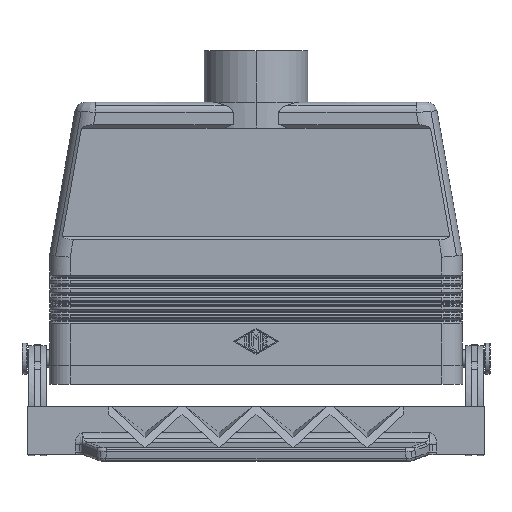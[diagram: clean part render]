
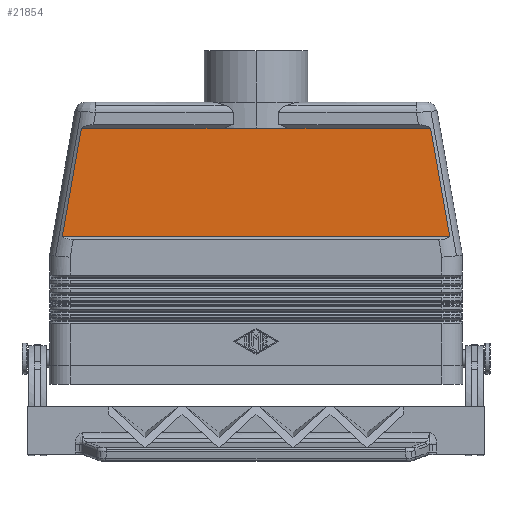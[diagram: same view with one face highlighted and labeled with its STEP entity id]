
A CAD part, front view. The second image highlights one B-rep face of the part: STEP entity #21854.
In plain terms, the highlighted planar face has unit normal (0, -1, 0).
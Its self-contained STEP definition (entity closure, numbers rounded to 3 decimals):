
#1890=CARTESIAN_POINT('',(-56.305,-20.5,43.));
#1891=VERTEX_POINT('',#1890);
#1899=CARTESIAN_POINT('',(-50.751,-20.5,74.5));
#1900=VERTEX_POINT('',#1899);
#1901=CARTESIAN_POINT('',(-56.305,-20.5,43.));
#1902=DIRECTION('',(0.174,0.,0.985));
#1903=VECTOR('',#1902,31.986);
#1904=LINE('',#1901,#1903);
#1905=EDGE_CURVE('',#1891,#1900,#1904,.T.);
#5288=CARTESIAN_POINT('',(9.274,-20.5,74.5));
#5289=VERTEX_POINT('',#5288);
#5438=CARTESIAN_POINT('',(50.751,-20.5,74.5));
#5439=VERTEX_POINT('',#5438);
#5447=CARTESIAN_POINT('',(56.305,-20.5,43.));
#5448=VERTEX_POINT('',#5447);
#5449=CARTESIAN_POINT('',(50.751,-20.5,74.5));
#5450=DIRECTION('',(0.174,0.,-0.985));
#5451=VECTOR('',#5450,31.986);
#5452=LINE('',#5449,#5451);
#5453=EDGE_CURVE('',#5439,#5448,#5452,.T.);
#21418=CARTESIAN_POINT('',(-9.274,-20.5,74.5));
#21419=VERTEX_POINT('',#21418);
#21420=CARTESIAN_POINT('',(9.274,-20.5,74.5));
#21421=DIRECTION('',(-1.0,0.0,0.0));
#21422=VECTOR('',#21421,18.547);
#21423=LINE('',#21420,#21422);
#21424=EDGE_CURVE('',#5289,#21419,#21423,.T.);
#21755=CARTESIAN_POINT('',(-9.274,-20.5,74.5));
#21756=DIRECTION('',(-1.0,0.0,0.0));
#21757=VECTOR('',#21756,41.478);
#21758=LINE('',#21755,#21757);
#21759=EDGE_CURVE('',#21419,#1900,#21758,.T.);
#21770=CARTESIAN_POINT('',(50.751,-20.5,74.5));
#21771=DIRECTION('',(-1.0,0.0,0.0));
#21772=VECTOR('',#21771,41.478);
#21773=LINE('',#21770,#21772);
#21774=EDGE_CURVE('',#5439,#5289,#21773,.T.);
#21836=CARTESIAN_POINT('',(0.0,-20.5,74.5));
#21837=DIRECTION('',(0.0,1.0,0.0));
#21838=DIRECTION('',(0.0,0.0,1.0));
#21839=AXIS2_PLACEMENT_3D('',#21836,#21837,#21838);
#21840=PLANE('',#21839);
#21841=ORIENTED_EDGE('',*,*,#1905,.F.);
#21842=CARTESIAN_POINT('',(56.305,-20.5,43.));
#21843=DIRECTION('',(-1.0,0.0,0.0));
#21844=VECTOR('',#21843,112.611);
#21845=LINE('',#21842,#21844);
#21846=EDGE_CURVE('',#5448,#1891,#21845,.T.);
#21847=ORIENTED_EDGE('',*,*,#21846,.F.);
#21848=ORIENTED_EDGE('',*,*,#5453,.F.);
#21849=ORIENTED_EDGE('',*,*,#21774,.T.);
#21850=ORIENTED_EDGE('',*,*,#21424,.T.);
#21851=ORIENTED_EDGE('',*,*,#21759,.T.);
#21852=EDGE_LOOP('',(#21841,#21847,#21848,#21849,#21850,#21851));
#21853=FACE_OUTER_BOUND('',#21852,.T.);
#21854=ADVANCED_FACE('',(#21853),#21840,.F.);
